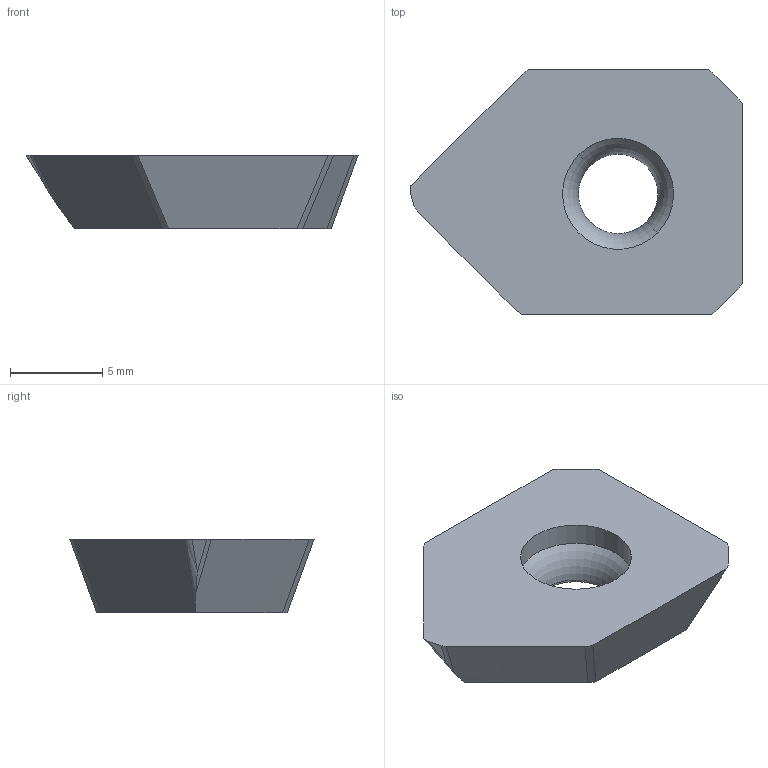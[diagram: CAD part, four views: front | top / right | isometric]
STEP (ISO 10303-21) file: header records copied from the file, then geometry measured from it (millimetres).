
FILE_DESCRIPTION((''),'2;1');
FILE_NAME('WEEW13T3AGER8C','2017-03-22T',('tlyk01'),('PTC Japan'),'PRO/ENGINEER BY PARAMETRIC TECHNOLOGY CORPORATION, 2014310','PRO/ENGINEER BY PARAMETRIC TECHNOLOGY CORPORATION, 2014310','');
FILE_SCHEMA(('AUTOMOTIVE_DESIGN { 1 0 10303 214 1 1 1 1 }'));
Length unit declared in the file: millimetre
Products named in the file (1): WEEW13T3AGER8C
Bounding box: 17.95 x 13.2 x 3.97 mm (x, y, z)
Volume: 502.5 mm3; surface area: 540 mm2
Topology: 1 solids, 1 shells, 27 faces, 68 edges, 44 vertices
Faces by surface type: plane 10, bspline 8, cylinder 4, cone 3, torus 2
Entity records: 1453 total; most frequent: CARTESIAN_POINT 545, ORIENTED_EDGE 136, DIRECTION 109, PRESENTATION_STYLE_ASSIGNMENT 70, STYLED_ITEM 70, CURVE_STYLE 69, EDGE_CURVE 68, VERTEX_POINT 44
